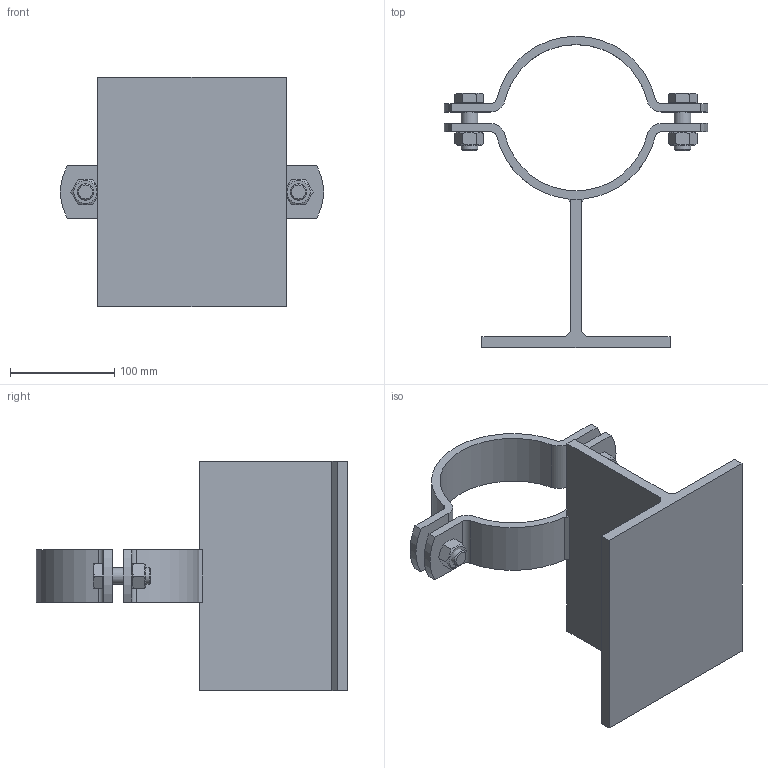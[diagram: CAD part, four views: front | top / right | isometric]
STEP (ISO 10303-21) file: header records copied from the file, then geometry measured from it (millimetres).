
FILE_DESCRIPTION((''),'2;1');
FILE_NAME('116360.stp','2010-04-09T14:30:10',('DMK009'),(''),'Autodesk Inventor 2010','Autodesk Inventor 2010','');
FILE_SCHEMA(('AUTOMOTIVE_DESIGN { 1 0 10303 214 1 1 1 1 }'));
Length unit declared in the file: millimetre
Products named in the file (1): 116360
Bounding box: 252 x 298 x 220 mm (x, y, z)
Volume: 966254.5 mm3; surface area: 228220.6 mm2
Topology: 1 solids, 1 shells, 119 faces, 294 edges, 188 vertices
Faces by surface type: plane 64, cylinder 27, cone 24, bspline 4
Full cylindrical faces by diameter (mm): 14.917 x2, 16 x4, 18 x2, 22 x2
Entity records: 3490 total; most frequent: CARTESIAN_POINT 726, DIRECTION 530, ORIENTED_EDGE 524, EDGE_CURVE 262, AXIS2_PLACEMENT_3D 200, VERTEX_POINT 180, EDGE_LOOP 160, VECTOR 130
